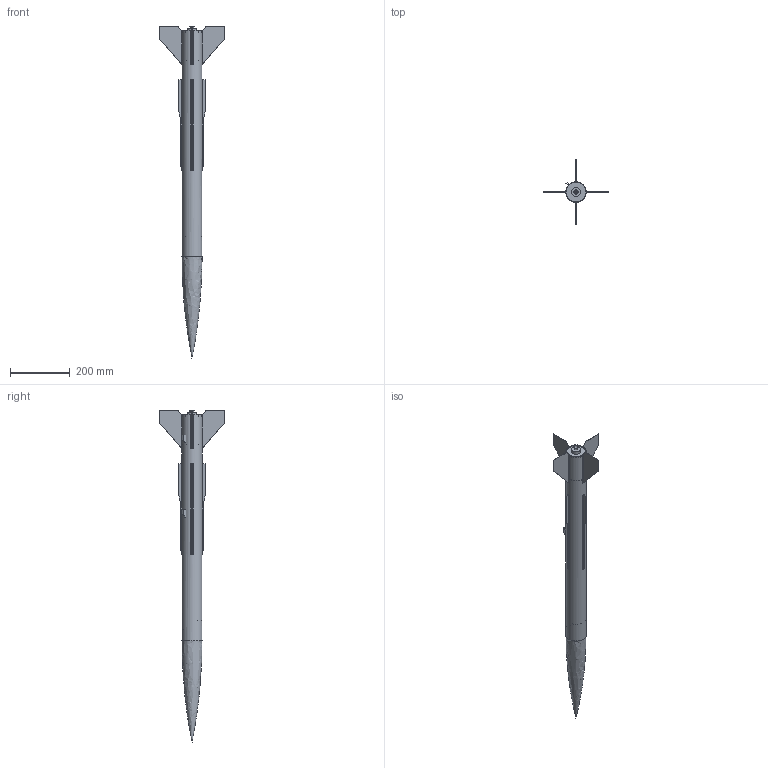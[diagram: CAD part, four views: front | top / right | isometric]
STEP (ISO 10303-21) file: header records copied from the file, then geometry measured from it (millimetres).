
FILE_DESCRIPTION((''),'2;1');
FILE_NAME('Assembly1 - Copy.stp','2012-04-24T23:19:18',('Ryan'),(''),'Autodesk Inventor 2012','Autodesk Inventor 2012','');
FILE_SCHEMA(('AUTOMOTIVE_DESIGN { 1 0 10303 214 1 1 1 1 }'));
Length unit declared in the file: millimetre
Products named in the file (8): Assembly1 - Copy; Main Tube; Nose cone; Tail Fin; Long Fin; Launch Lug; Engine Spacer; Engine
Assembly tree (15 placements, depth 2):
  Assembly1 - Copy
    Main Tube
    Nose cone
    Tail Fin  x4
    Long Fin  x4
    Launch Lug  x2
    Engine Spacer  x2
    Engine
Bounding box: 215 x 215 x 1115 mm (x, y, z)
Volume: 1294442.5 mm3; surface area: 515425.3 mm2
Topology: 15 solids, 15 shells, 194 faces, 460 edges, 299 vertices
Faces by surface type: plane 179, cylinder 10, bspline 3, torus 2
Full cylindrical faces by diameter (mm): 6.4 x2, 30 x3, 64.6 x4, 67.5 x1
Entity records: 2820 total; most frequent: CARTESIAN_POINT 537, DIRECTION 446, ORIENTED_EDGE 370, EDGE_CURVE 185, AXIS2_PLACEMENT_3D 153, VECTOR 140, LINE 140, VERTEX_POINT 127
